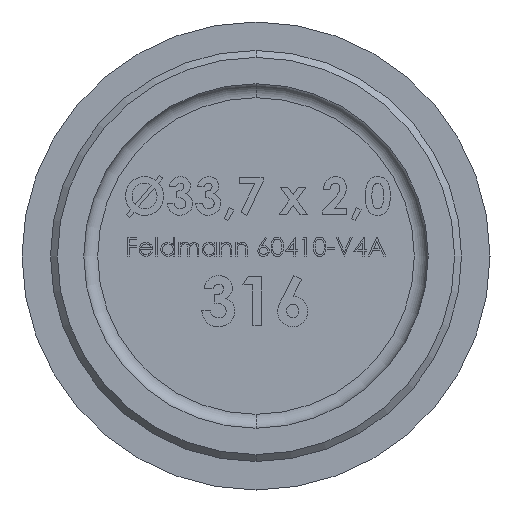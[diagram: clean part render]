
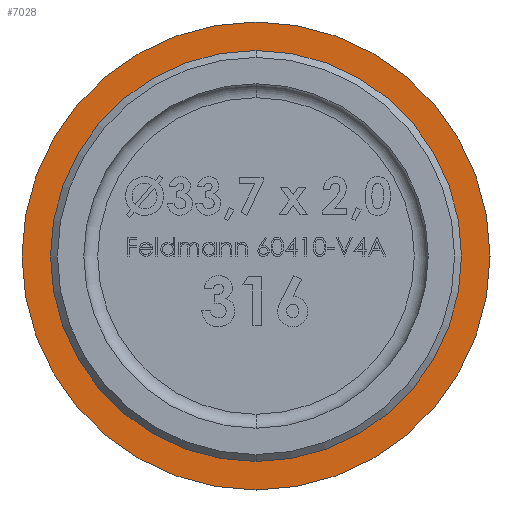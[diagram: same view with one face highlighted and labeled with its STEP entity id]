
A CAD part, front view. The second image highlights one B-rep face of the part: STEP entity #7028.
In plain terms, the highlighted planar face has unit normal (0, -1, 0).
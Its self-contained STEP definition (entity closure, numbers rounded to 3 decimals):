
#857 = DIRECTION ( 'NONE',  ( 0., -1., 0. ) ) ;
#971 = DIRECTION ( 'NONE',  ( 0., -1., 0. ) ) ;
#1276 = DIRECTION ( 'NONE',  ( 0., 0., -1. ) ) ;
#1877 = EDGE_CURVE ( 'NONE', #11043, #14859, #11913, .T. ) ;
#2320 = EDGE_CURVE ( 'NONE', #14859, #11043, #15718, .T. ) ;
#2567 = FACE_BOUND ( 'NONE', #14594, .T. ) ;
#2690 = DIRECTION ( 'NONE',  ( 0., -1., 0. ) ) ;
#3064 = CIRCLE ( 'NONE', #18049, 16.85 ) ;
#3264 = DIRECTION ( 'NONE',  ( 0., 0., -1. ) ) ;
#3330 = CARTESIAN_POINT ( 'NONE',  ( 0., 30., 0. ) ) ;
#4652 = CARTESIAN_POINT ( 'NONE',  ( 0., 30., 14.6 ) ) ;
#4923 = DIRECTION ( 'NONE',  ( 0., -1., 0. ) ) ;
#5171 = AXIS2_PLACEMENT_3D ( 'NONE', #11934, #2690, #19440 ) ;
#5394 = CARTESIAN_POINT ( 'NONE',  ( 16.85, 30., 0. ) ) ;
#6836 = CARTESIAN_POINT ( 'NONE',  ( 0., 30., 0. ) ) ;
#6851 = CARTESIAN_POINT ( 'NONE',  ( 0., 30., -16.85 ) ) ;
#7028 = ADVANCED_FACE ( 'NONE', ( #19839, #2567 ), #14562, .T. ) ;
#7432 = ORIENTED_EDGE ( 'NONE', *, *, #14713, .T. ) ;
#7816 = AXIS2_PLACEMENT_3D ( 'NONE', #5394, #17909, #1276 ) ;
#9453 = CARTESIAN_POINT ( 'NONE',  ( 0., 30., 16.85 ) ) ;
#9581 = CIRCLE ( 'NONE', #12131, 16.85 ) ;
#9844 = VERTEX_POINT ( 'NONE', #6851 ) ;
#10275 = ORIENTED_EDGE ( 'NONE', *, *, #2320, .F. ) ;
#11043 = VERTEX_POINT ( 'NONE', #13347 ) ;
#11300 = ORIENTED_EDGE ( 'NONE', *, *, #17769, .T. ) ;
#11313 = EDGE_LOOP ( 'NONE', ( #7432, #11300 ) ) ;
#11317 = VERTEX_POINT ( 'NONE', #9453 ) ;
#11913 = CIRCLE ( 'NONE', #14933, 14.6 ) ;
#11934 = CARTESIAN_POINT ( 'NONE',  ( 0., 30., 0. ) ) ;
#12131 = AXIS2_PLACEMENT_3D ( 'NONE', #6836, #857, #17687 ) ;
#13347 = CARTESIAN_POINT ( 'NONE',  ( 0., 30., -14.6 ) ) ;
#14562 = PLANE ( 'NONE',  #7816 ) ;
#14594 = EDGE_LOOP ( 'NONE', ( #17040, #10275 ) ) ;
#14713 = EDGE_CURVE ( 'NONE', #9844, #11317, #9581, .T. ) ;
#14859 = VERTEX_POINT ( 'NONE', #4652 ) ;
#14933 = AXIS2_PLACEMENT_3D ( 'NONE', #3330, #4923, #3264 ) ;
#15718 = CIRCLE ( 'NONE', #5171, 14.6 ) ;
#17040 = ORIENTED_EDGE ( 'NONE', *, *, #1877, .F. ) ;
#17687 = DIRECTION ( 'NONE',  ( 0., 0., -1. ) ) ;
#17759 = DIRECTION ( 'NONE',  ( 0., 0., -1. ) ) ;
#17769 = EDGE_CURVE ( 'NONE', #11317, #9844, #3064, .T. ) ;
#17909 = DIRECTION ( 'NONE',  ( 0., -1., 0. ) ) ;
#18049 = AXIS2_PLACEMENT_3D ( 'NONE', #19316, #971, #17759 ) ;
#19316 = CARTESIAN_POINT ( 'NONE',  ( 0., 30., 0. ) ) ;
#19440 = DIRECTION ( 'NONE',  ( 0., 0., -1. ) ) ;
#19839 = FACE_OUTER_BOUND ( 'NONE', #11313, .T. ) ;
